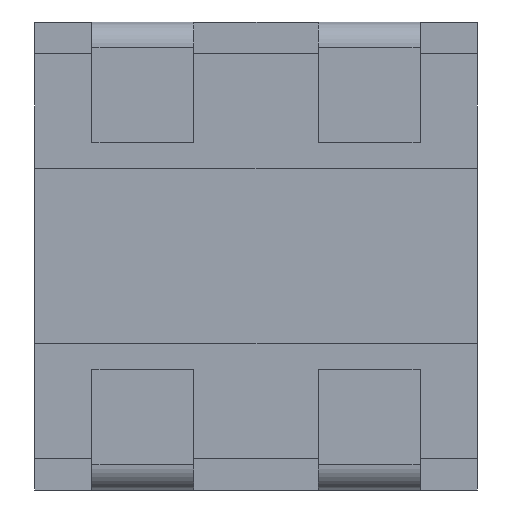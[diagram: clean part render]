
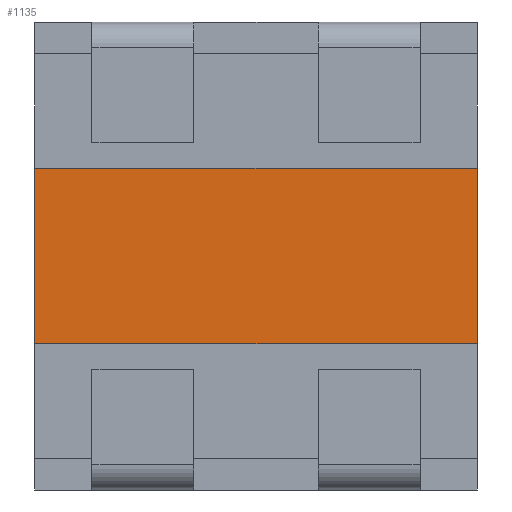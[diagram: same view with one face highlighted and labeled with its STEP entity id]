
A CAD part, front view. The second image highlights one B-rep face of the part: STEP entity #1135.
In plain terms, the highlighted planar face has unit normal (0, -1, 0).
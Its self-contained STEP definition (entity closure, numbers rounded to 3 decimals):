
#68=FACE_OUTER_BOUND('',#136,.T.);
#136=EDGE_LOOP('',(#815,#816,#817,#818));
#220=LINE('',#1660,#362);
#228=LINE('',#1674,#370);
#230=LINE('',#1678,#372);
#235=LINE('',#1686,#377);
#362=VECTOR('',#1330,10.);
#370=VECTOR('',#1342,10.);
#372=VECTOR('',#1346,10.);
#377=VECTOR('',#1355,10.);
#498=VERTEX_POINT('',#1657);
#499=VERTEX_POINT('',#1659);
#503=VERTEX_POINT('',#1673);
#504=VERTEX_POINT('',#1677);
#610=EDGE_CURVE('',#499,#498,#220,.T.);
#618=EDGE_CURVE('',#498,#503,#228,.T.);
#620=EDGE_CURVE('',#504,#499,#230,.T.);
#625=EDGE_CURVE('',#503,#504,#235,.T.);
#815=ORIENTED_EDGE('',*,*,#618,.T.);
#816=ORIENTED_EDGE('',*,*,#625,.T.);
#817=ORIENTED_EDGE('',*,*,#620,.T.);
#818=ORIENTED_EDGE('',*,*,#610,.T.);
#1076=PLANE('',#1210);
#1135=ADVANCED_FACE('',(#68),#1076,.T.);
#1210=AXIS2_PLACEMENT_3D('',#1687,#1356,#1357);
#1330=DIRECTION('',(0.,0.,1.));
#1342=DIRECTION('',(-1.,0.,0.));
#1346=DIRECTION('',(1.,0.,0.));
#1355=DIRECTION('',(0.,0.,-1.));
#1356=DIRECTION('center_axis',(0.,-1.,0.));
#1357=DIRECTION('ref_axis',(0.,0.,-1.));
#1657=CARTESIAN_POINT('',(1.74,-1.95,0.69));
#1659=CARTESIAN_POINT('',(1.74,-1.95,-0.69));
#1660=CARTESIAN_POINT('',(1.74,-1.95,1.84));
#1673=CARTESIAN_POINT('',(-1.74,-1.95,0.69));
#1674=CARTESIAN_POINT('',(0.87,-1.95,0.69));
#1677=CARTESIAN_POINT('',(-1.74,-1.95,-0.69));
#1678=CARTESIAN_POINT('',(-0.87,-1.95,-0.69));
#1686=CARTESIAN_POINT('',(-1.74,-1.95,-1.84));
#1687=CARTESIAN_POINT('Origin',(0.,-1.95,0.));
